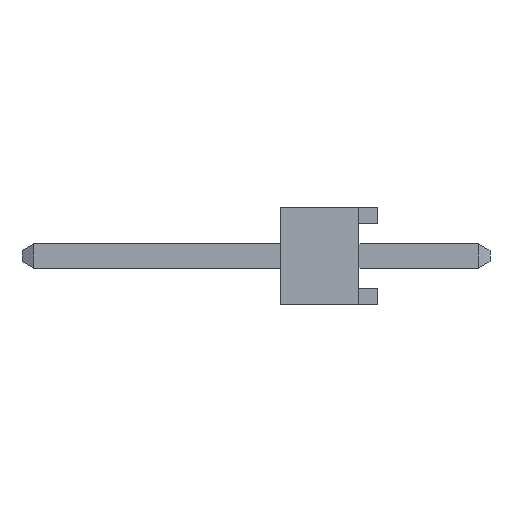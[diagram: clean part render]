
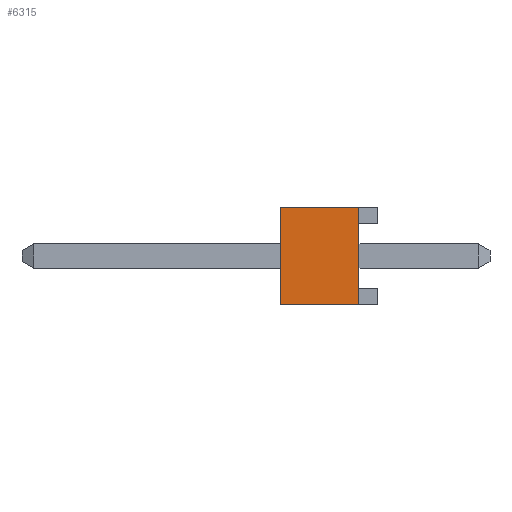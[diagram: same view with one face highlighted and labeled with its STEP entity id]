
A CAD part, left-side view. The second image highlights one B-rep face of the part: STEP entity #6315.
In plain terms, the highlighted planar face has unit normal (-1, 0, 0).
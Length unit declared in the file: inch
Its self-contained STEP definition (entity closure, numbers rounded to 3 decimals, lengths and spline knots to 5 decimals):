
#27 = ORIENTED_EDGE ( 'NONE', *, *, #3731, .T. ) ;
#634 = DIRECTION ( 'NONE',  ( 1., 0., 0. ) ) ;
#1062 = VECTOR ( 'NONE', #11000, 39.37008 ) ;
#1105 = CARTESIAN_POINT ( 'NONE',  ( -0.6, 0.1, 0.05 ) ) ;
#1641 = LINE ( 'NONE', #3889, #1062 ) ;
#1760 = DIRECTION ( 'NONE',  ( 0., -1., 0. ) ) ;
#2202 = EDGE_CURVE ( 'NONE', #12691, #3430, #7941, .T. ) ;
#3430 = VERTEX_POINT ( 'NONE', #9790 ) ;
#3731 = EDGE_CURVE ( 'NONE', #12212, #3430, #13977, .T. ) ;
#3863 = ORIENTED_EDGE ( 'NONE', *, *, #9670, .T. ) ;
#3889 = CARTESIAN_POINT ( 'NONE',  ( -0.6, 0.1, 0.05 ) ) ;
#3892 = CARTESIAN_POINT ( 'NONE',  ( -0.6, 0.02, 0.05 ) ) ;
#4279 = ORIENTED_EDGE ( 'NONE', *, *, #8708, .F. ) ;
#4429 = ORIENTED_EDGE ( 'NONE', *, *, #2202, .F. ) ;
#4744 = VECTOR ( 'NONE', #1760, 39.37008 ) ;
#4791 = LINE ( 'NONE', #11637, #4744 ) ;
#6315 = ADVANCED_FACE ( 'NONE', ( #11368 ), #7659, .F. ) ;
#7483 = CARTESIAN_POINT ( 'NONE',  ( -0.6, 0.1, -0.05 ) ) ;
#7659 = PLANE ( 'NONE',  #14289 ) ;
#7756 = VECTOR ( 'NONE', #14804, 39.37008 ) ;
#7941 = LINE ( 'NONE', #14964, #7756 ) ;
#8692 = CARTESIAN_POINT ( 'NONE',  ( -0.6, 0.1, 0.05 ) ) ;
#8708 = EDGE_CURVE ( 'NONE', #10244, #12691, #4791, .T. ) ;
#9670 = EDGE_CURVE ( 'NONE', #10244, #12212, #1641, .T. ) ;
#9677 = DIRECTION ( 'NONE',  ( 0., -1., 0. ) ) ;
#9763 = CARTESIAN_POINT ( 'NONE',  ( -0.6, 0.1, -0.05 ) ) ;
#9790 = CARTESIAN_POINT ( 'NONE',  ( -0.6, 0.02, -0.05 ) ) ;
#10244 = VERTEX_POINT ( 'NONE', #8692 ) ;
#11000 = DIRECTION ( 'NONE',  ( 0., 0., -1. ) ) ;
#11368 = FACE_OUTER_BOUND ( 'NONE', #13594, .T. ) ;
#11637 = CARTESIAN_POINT ( 'NONE',  ( -0.6, 0.1, 0.05 ) ) ;
#12197 = DIRECTION ( 'NONE',  ( 0., 1., 0. ) ) ;
#12212 = VERTEX_POINT ( 'NONE', #7483 ) ;
#12691 = VERTEX_POINT ( 'NONE', #3892 ) ;
#13594 = EDGE_LOOP ( 'NONE', ( #27, #4429, #4279, #3863 ) ) ;
#13977 = LINE ( 'NONE', #9763, #14007 ) ;
#14007 = VECTOR ( 'NONE', #9677, 39.37008 ) ;
#14289 = AXIS2_PLACEMENT_3D ( 'NONE', #1105, #634, #12197 ) ;
#14804 = DIRECTION ( 'NONE',  ( 0., 0., -1. ) ) ;
#14964 = CARTESIAN_POINT ( 'NONE',  ( -0.6, 0.02, 0.05 ) ) ;
